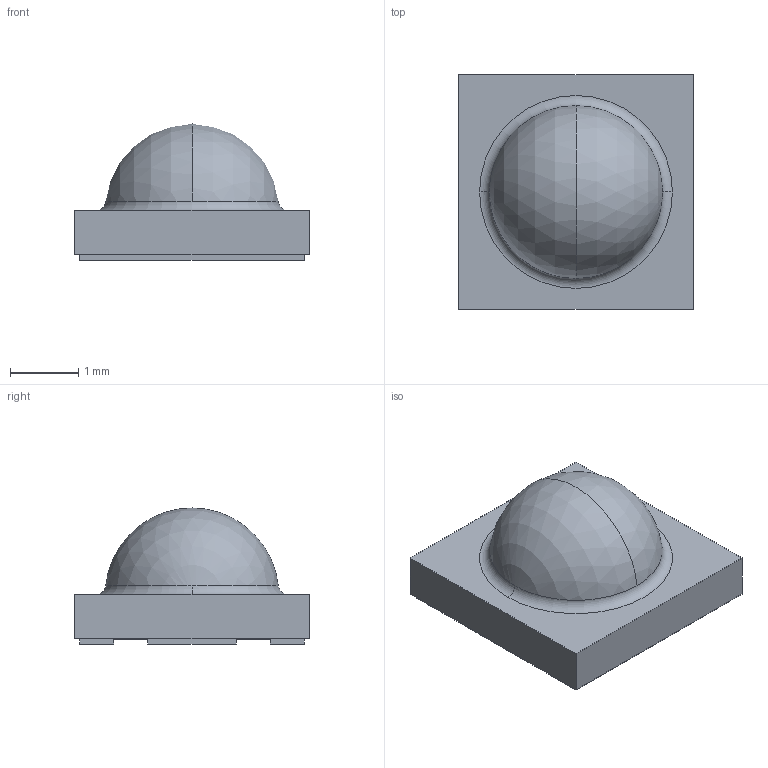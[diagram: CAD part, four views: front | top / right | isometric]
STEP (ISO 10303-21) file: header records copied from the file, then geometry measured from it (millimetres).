
FILE_DESCRIPTION((''),'2;1');
FILE_NAME('XLAMP_XP-X','2011-02-18T',('myoumans'),(''),'PRO/ENGINEER BY PARAMETRIC TECHNOLOGY CORPORATION, 2009220','PRO/ENGINEER BY PARAMETRIC TECHNOLOGY CORPORATION, 2009220','');
FILE_SCHEMA(('CONFIG_CONTROL_DESIGN'));
Length unit declared in the file: millimetre
Products named in the file (1): XLAMP_XP-X
Bounding box: 3.45 x 3.45 x 2 mm (x, y, z)
Volume: 12.7 mm3; surface area: 40.6 mm2
Topology: 1 solids, 1 shells, 43 faces, 108 edges, 73 vertices
Faces by surface type: plane 23, cylinder 8, cone 8, sphere 2, torus 2
Entity records: 1348 total; most frequent: DIRECTION 238, CARTESIAN_POINT 224, ORIENTED_EDGE 216, EDGE_CURVE 108, AXIS2_PLACEMENT_3D 87, VERTEX_POINT 73, VECTOR 64, LINE 64
